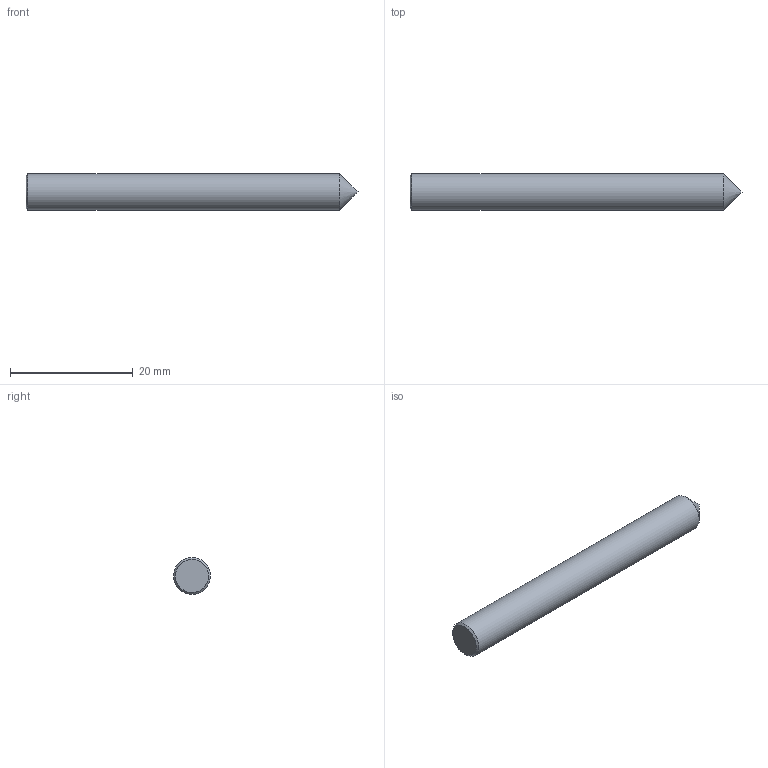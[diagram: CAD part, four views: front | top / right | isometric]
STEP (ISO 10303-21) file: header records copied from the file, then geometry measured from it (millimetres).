
FILE_DESCRIPTION ((), '1');
FILE_NAME ('208097 6.stp', '2017-07-17T13:38:52', (''), (''), 'HarmonyWare STEP v2.0.2.9', '', '');
FILE_SCHEMA (('CONFIG_CONTROL_DESIGN'));
Length unit declared in the file: millimetre
Products named in the file (2): NONE
Bounding box: 54 x 6 x 5.99 mm (x, y, z)
Volume: 1472 mm3; surface area: 1084.5 mm2
Topology: 2 solids, 2 shells, 6 faces, 8 edges, 5 vertices
Faces by surface type: bspline 6
Entity records: 365 total; most frequent: CARTESIAN_POINT 113, PERSON 16, ORGANIZATION 16, PERSON_AND_ORGANIZATION 16, ORIENTED_EDGE 14, PERSON_AND_ORGANIZATION_ROLE 10, CC_DESIGN_PERSON_AND_ORGANIZATION_ASSIGNMENT 10, CALENDAR_DATE 10
